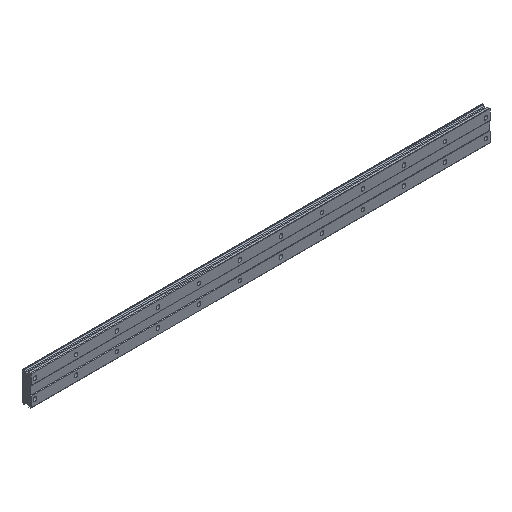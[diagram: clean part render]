
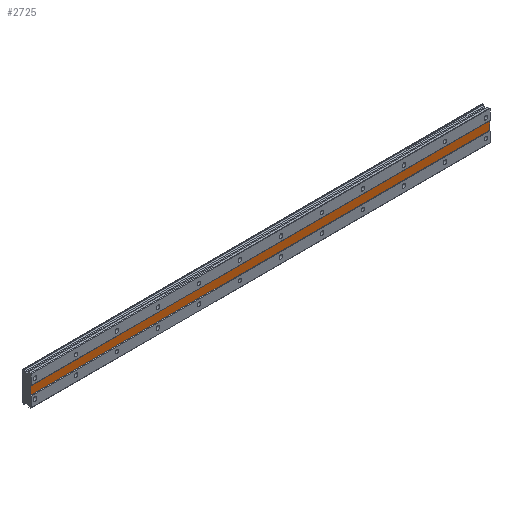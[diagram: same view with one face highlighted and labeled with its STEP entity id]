
A CAD part, isometric view. The second image highlights one B-rep face of the part: STEP entity #2725.
In plain terms, the highlighted planar face has unit normal (0, -1, 0).
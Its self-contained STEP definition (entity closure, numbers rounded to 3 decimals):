
#226 = EDGE_CURVE ( 'NONE', #1067, #271, #668, .T. ) ;
#271 = VERTEX_POINT ( 'NONE', #2991 ) ;
#318 = CARTESIAN_POINT ( 'NONE',  ( 555., 0.5, 5. ) ) ;
#339 = DIRECTION ( 'NONE',  ( 0., 1., 0. ) ) ;
#422 = EDGE_LOOP ( 'NONE', ( #1989, #2357, #1522, #1798 ) ) ;
#668 = LINE ( 'NONE', #3284, #2202 ) ;
#675 = VECTOR ( 'NONE', #1810, 1000. ) ;
#743 = LINE ( 'NONE', #2111, #2816 ) ;
#1014 = DIRECTION ( 'NONE',  ( -1., 0., 0. ) ) ;
#1067 = VERTEX_POINT ( 'NONE', #1757 ) ;
#1076 = FACE_OUTER_BOUND ( 'NONE', #422, .T. ) ;
#1522 = ORIENTED_EDGE ( 'NONE', *, *, #226, .T. ) ;
#1757 = CARTESIAN_POINT ( 'NONE',  ( 555., 0.5, 5. ) ) ;
#1798 = ORIENTED_EDGE ( 'NONE', *, *, #2384, .T. ) ;
#1810 = DIRECTION ( 'NONE',  ( -1., 0., 0. ) ) ;
#1989 = ORIENTED_EDGE ( 'NONE', *, *, #2674, .F. ) ;
#2111 = CARTESIAN_POINT ( 'NONE',  ( 555., 0.5, 18.34 ) ) ;
#2202 = VECTOR ( 'NONE', #1014, 1000. ) ;
#2230 = DIRECTION ( 'NONE',  ( 0., 0., -1. ) ) ;
#2357 = ORIENTED_EDGE ( 'NONE', *, *, #4619, .F. ) ;
#2384 = EDGE_CURVE ( 'NONE', #271, #4295, #4456, .T. ) ;
#2674 = EDGE_CURVE ( 'NONE', #3512, #4295, #3371, .T. ) ;
#2725 = ADVANCED_FACE ( 'NONE', ( #1076 ), #4023, .F. ) ;
#2816 = VECTOR ( 'NONE', #4753, 1000. ) ;
#2991 = CARTESIAN_POINT ( 'NONE',  ( -5., 0.5, 5. ) ) ;
#3274 = DIRECTION ( 'NONE',  ( 0., 0., 1. ) ) ;
#3284 = CARTESIAN_POINT ( 'NONE',  ( 555., 0.5, 5. ) ) ;
#3371 = LINE ( 'NONE', #4426, #675 ) ;
#3410 = AXIS2_PLACEMENT_3D ( 'NONE', #318, #339, #3274 ) ;
#3512 = VERTEX_POINT ( 'NONE', #3819 ) ;
#3575 = VECTOR ( 'NONE', #2230, 1000. ) ;
#3819 = CARTESIAN_POINT ( 'NONE',  ( 555., 0.5, -5. ) ) ;
#4023 = PLANE ( 'NONE',  #3410 ) ;
#4132 = CARTESIAN_POINT ( 'NONE',  ( -5., 0.5, -5. ) ) ;
#4295 = VERTEX_POINT ( 'NONE', #4132 ) ;
#4426 = CARTESIAN_POINT ( 'NONE',  ( 555., 0.5, -5. ) ) ;
#4431 = CARTESIAN_POINT ( 'NONE',  ( -5., 0.5, 18.34 ) ) ;
#4456 = LINE ( 'NONE', #4431, #3575 ) ;
#4619 = EDGE_CURVE ( 'NONE', #1067, #3512, #743, .T. ) ;
#4753 = DIRECTION ( 'NONE',  ( 0., 0., -1. ) ) ;
